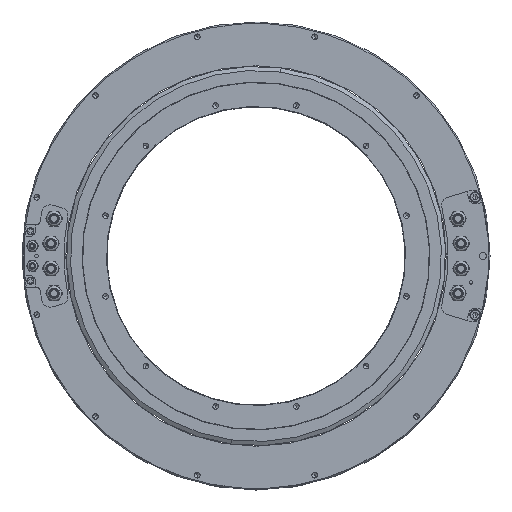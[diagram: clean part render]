
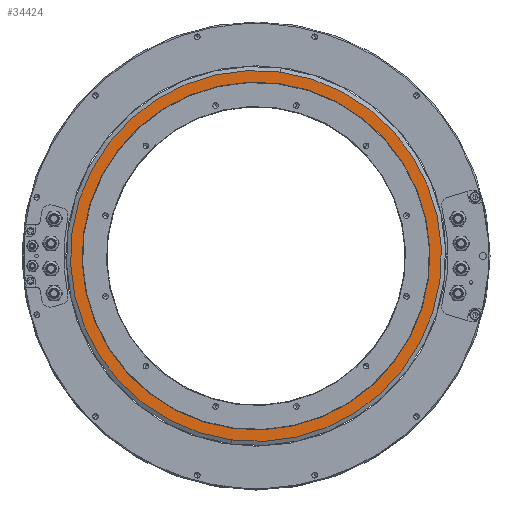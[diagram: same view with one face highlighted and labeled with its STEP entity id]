
A CAD part, left-side view. The second image highlights one B-rep face of the part: STEP entity #34424.
In plain terms, the highlighted planar face has unit normal (-1, 0, 0).
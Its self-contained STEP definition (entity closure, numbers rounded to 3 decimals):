
#32707=CARTESIAN_POINT('',(-78.,0.,0.));
#32708=DIRECTION('',(1.,0.,0.));
#32709=DIRECTION('',(0.,0.991,0.131));
#32710=AXIS2_PLACEMENT_3D('',#32707,#32708,#32709);
#32721=CARTESIAN_POINT('',(-78.,0.,0.));
#32722=DIRECTION('',(1.,0.,0.));
#32723=DIRECTION('',(0.,0.131,-0.991));
#32724=AXIS2_PLACEMENT_3D('',#32721,#32722,#32723);
#32726=CARTESIAN_POINT('',(-78.,0.,0.));
#32727=DIRECTION('',(1.,0.,0.));
#32728=DIRECTION('',(0.,-0.131,0.991));
#32729=AXIS2_PLACEMENT_3D('',#32726,#32727,#32728);
#33549=CARTESIAN_POINT('',(-78.,0.,0.));
#33550=DIRECTION('',(1.,0.,0.));
#33551=DIRECTION('',(0.,-0.991,-0.131));
#33552=AXIS2_PLACEMENT_3D('',#33549,#33550,#33551);
#34197=CARTESIAN_POINT('',(-78.,29.231,-222.034));
#34198=CARTESIAN_POINT('',(-78.,-29.231,222.034));
#34199=VERTEX_POINT('',#34197);
#34200=VERTEX_POINT('',#34198);
#34217=CARTESIAN_POINT('',(-78.,208.203,27.411));
#34218=CARTESIAN_POINT('',(-78.,-208.203,-27.411));
#34219=VERTEX_POINT('',#34217);
#34220=VERTEX_POINT('',#34218);
#34408=CARTESIAN_POINT('',(-78.,0.,0.));
#34409=DIRECTION('',(-1.,0.,0.));
#34410=DIRECTION('',(0.,-0.131,0.991));
#34411=AXIS2_PLACEMENT_3D('',#34408,#34409,#34410);
#34412=PLANE('',#34411);
#34414=ORIENTED_EDGE('',*,*,#34413,.T.);
#34416=ORIENTED_EDGE('',*,*,#34415,.T.);
#34417=EDGE_LOOP('',(#34414,#34416));
#34418=FACE_OUTER_BOUND('',#34417,.F.);
#34419=ORIENTED_EDGE('',*,*,#34398,.F.);
#34421=ORIENTED_EDGE('',*,*,#34420,.F.);
#34422=EDGE_LOOP('',(#34419,#34421));
#34423=FACE_BOUND('',#34422,.F.);
#32711=CIRCLE('',#32710,210.);
#32725=CIRCLE('',#32724,223.95);
#32730=CIRCLE('',#32729,223.95);
#33553=CIRCLE('',#33552,210.);
#34398=EDGE_CURVE('',#34219,#34220,#32711,.T.);
#34413=EDGE_CURVE('',#34199,#34200,#32725,.T.);
#34415=EDGE_CURVE('',#34200,#34199,#32730,.T.);
#34420=EDGE_CURVE('',#34220,#34219,#33553,.T.);
#34424=ADVANCED_FACE('',(#34418,#34423),#34412,.T.);
